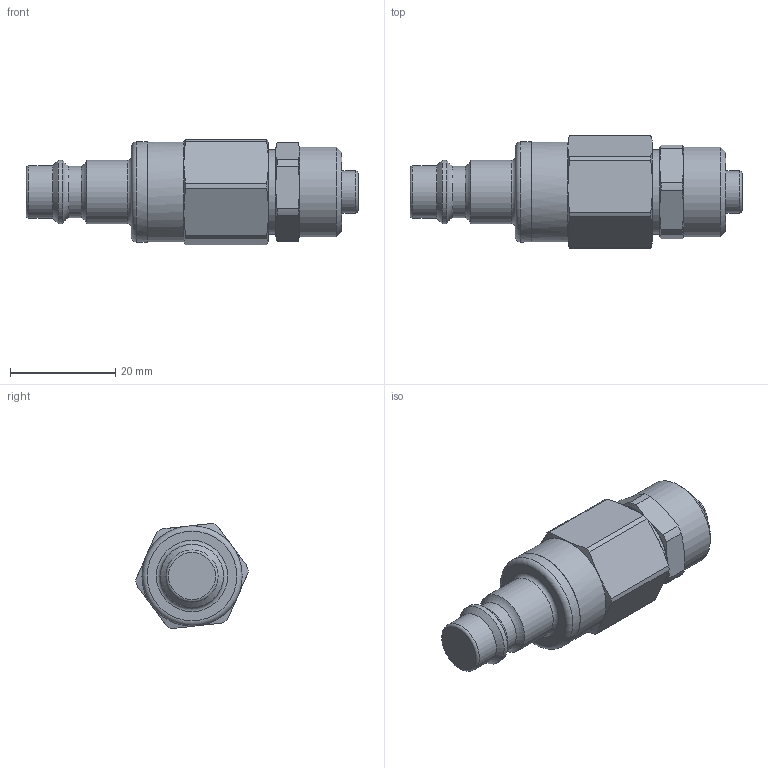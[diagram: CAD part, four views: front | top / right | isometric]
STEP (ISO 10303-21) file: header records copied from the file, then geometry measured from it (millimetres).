
FILE_DESCRIPTION((''),'2;1');
FILE_NAME('25sbko10rvx.stp','2013-02-21T15:01:38',('IA176480'),(''),'Autodesk Inventor 2011','Autodesk Inventor 2011','');
FILE_SCHEMA(('AUTOMOTIVE_DESIGN { 1 0 10303 214 1 1 1 1 }'));
Length unit declared in the file: millimetre
Products named in the file (1): D105954
Bounding box: 63 x 21.35 x 19.98 mm (x, y, z)
Volume: 12398.6 mm3; surface area: 5215.4 mm2
Topology: 1 solids, 3 shells, 94 faces, 202 edges, 122 vertices
Faces by surface type: cylinder 30, cone 27, plane 26, torus 11
Full cylindrical faces by diameter (mm): 8 x1, 8.45 x1, 9.5 x1, 9.75 x1, 9.9 x1, 10.2 x1, 12 x2, 14.677 x2, 15.1 x1, 15.6 x2, 16 x2, 17 x1, 18.95 x1, 19 x1
Entity records: 2374 total; most frequent: CARTESIAN_POINT 451, DIRECTION 396, ORIENTED_EDGE 314, AXIS2_PLACEMENT_3D 186, EDGE_CURVE 157, EDGE_LOOP 144, VERTEX_POINT 115, FACE_OUTER_BOUND 94
